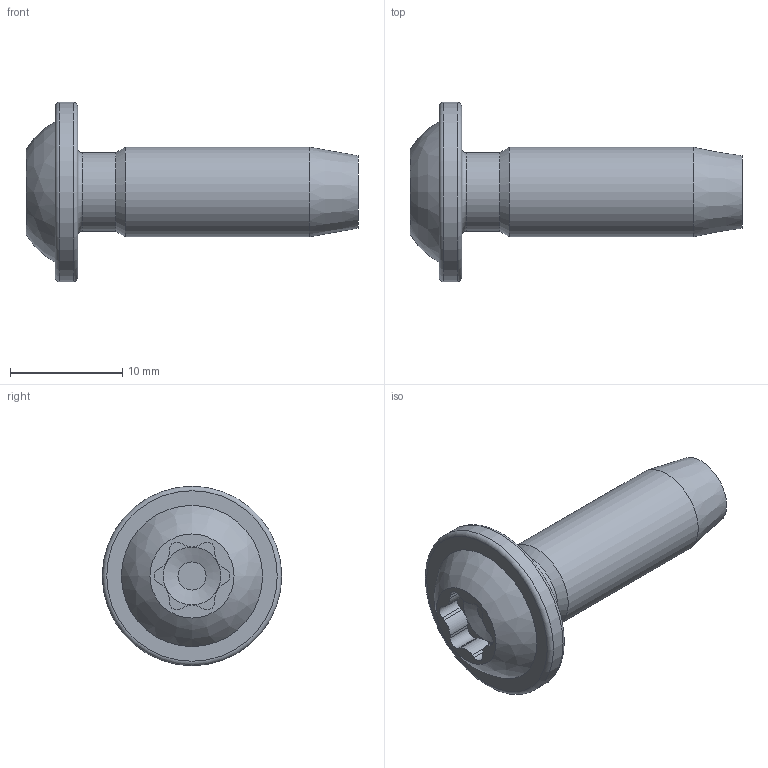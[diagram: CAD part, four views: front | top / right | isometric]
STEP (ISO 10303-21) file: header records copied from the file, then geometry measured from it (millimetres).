
FILE_DESCRIPTION(('STEP AP203'),'1');
FILE_NAME('FIXE08B1452.stp','2023-10-17T09:02:28',(' '),(' '),'Spatial InterOp 3D',' ',' ');
FILE_SCHEMA(('CONFIG_CONTROL_DESIGN'));
Length unit declared in the file: millimetre
Products named in the file (1): Vis S8x25 T40 Torx autotaraudeuse -P830
Bounding box: 29.6 x 16 x 16 mm (x, y, z)
Volume: 1733.8 mm3; surface area: 1173.7 mm2
Topology: 1 solids, 1 shells, 45 faces, 111 edges, 71 vertices
Faces by surface type: plane 23, cylinder 15, cone 3, torus 3, bspline 1
Full cylindrical faces by diameter (mm): 7 x1, 8 x1, 16 x1
Entity records: 1439 total; most frequent: CARTESIAN_POINT 261, DIRECTION 236, ORIENTED_EDGE 202, EDGE_CURVE 101, AXIS2_PLACEMENT_3D 94, VERTEX_POINT 71, EDGE_LOOP 58, FACE_OUTER_BOUND 52
